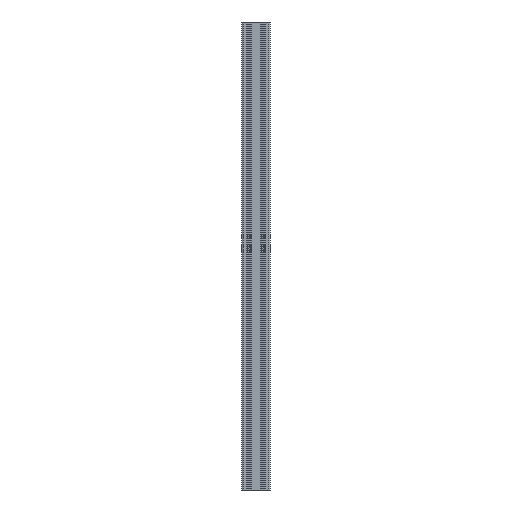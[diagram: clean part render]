
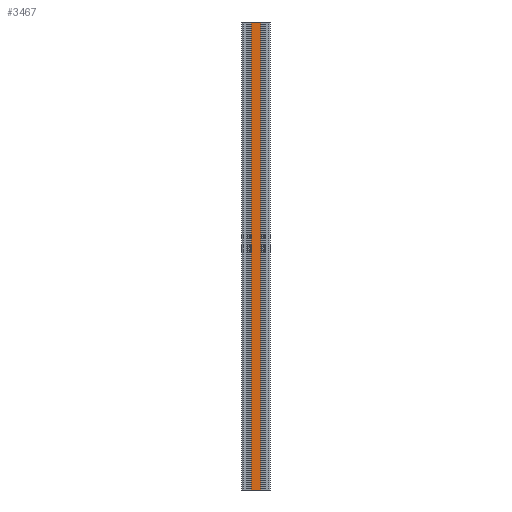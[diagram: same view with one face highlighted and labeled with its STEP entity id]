
A CAD part, front view. The second image highlights one B-rep face of the part: STEP entity #3467.
In plain terms, the highlighted planar face has unit normal (0, -1, 0).
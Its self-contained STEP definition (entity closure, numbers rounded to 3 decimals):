
#1028 = CARTESIAN_POINT ( 'NONE',  ( 4.7, -15., 1000. ) ) ;
#1100 = EDGE_CURVE ( 'NONE', #15943, #11082, #4381, .T. ) ;
#2156 = CARTESIAN_POINT ( 'NONE',  ( 4.7, -15., 0. ) ) ;
#3416 = CARTESIAN_POINT ( 'NONE',  ( 25.3, -15., 1000. ) ) ;
#3467 = ADVANCED_FACE ( 'NONE', ( #16661 ), #11511, .F. ) ;
#3613 = DIRECTION ( 'NONE',  ( 0., 1., 0. ) ) ;
#3869 = VECTOR ( 'NONE', #14560, 1000. ) ;
#4381 = LINE ( 'NONE', #12959, #3869 ) ;
#4686 = CARTESIAN_POINT ( 'NONE',  ( 0., -15., 0. ) ) ;
#5108 = DIRECTION ( 'NONE',  ( 0., 0., -1. ) ) ;
#5212 = EDGE_CURVE ( 'NONE', #11082, #19215, #16443, .T. ) ;
#5520 = LINE ( 'NONE', #16843, #17679 ) ;
#5883 = EDGE_LOOP ( 'NONE', ( #13566, #18522, #10442, #16444 ) ) ;
#6637 = EDGE_CURVE ( 'NONE', #7574, #19215, #10165, .T. ) ;
#7574 = VERTEX_POINT ( 'NONE', #2156 ) ;
#7983 = VECTOR ( 'NONE', #5108, 1000. ) ;
#9440 = DIRECTION ( 'NONE',  ( 1., 0., 0. ) ) ;
#10165 = LINE ( 'NONE', #4686, #13872 ) ;
#10442 = ORIENTED_EDGE ( 'NONE', *, *, #1100, .F. ) ;
#11082 = VERTEX_POINT ( 'NONE', #3416 ) ;
#11251 = AXIS2_PLACEMENT_3D ( 'NONE', #17765, #3613, #14693 ) ;
#11511 = PLANE ( 'NONE',  #11251 ) ;
#12811 = CARTESIAN_POINT ( 'NONE',  ( 25.3, -15., 0. ) ) ;
#12959 = CARTESIAN_POINT ( 'NONE',  ( 0., -15., 1000. ) ) ;
#12986 = CARTESIAN_POINT ( 'NONE',  ( 25.3, -15., 1000. ) ) ;
#13566 = ORIENTED_EDGE ( 'NONE', *, *, #6637, .T. ) ;
#13872 = VECTOR ( 'NONE', #9440, 1000. ) ;
#14560 = DIRECTION ( 'NONE',  ( 1., 0., 0. ) ) ;
#14693 = DIRECTION ( 'NONE',  ( 0., 0., 1. ) ) ;
#15901 = EDGE_CURVE ( 'NONE', #15943, #7574, #5520, .T. ) ;
#15943 = VERTEX_POINT ( 'NONE', #1028 ) ;
#16443 = LINE ( 'NONE', #12986, #7983 ) ;
#16444 = ORIENTED_EDGE ( 'NONE', *, *, #15901, .T. ) ;
#16661 = FACE_OUTER_BOUND ( 'NONE', #5883, .T. ) ;
#16843 = CARTESIAN_POINT ( 'NONE',  ( 4.7, -15., 1000. ) ) ;
#17679 = VECTOR ( 'NONE', #18428, 1000. ) ;
#17765 = CARTESIAN_POINT ( 'NONE',  ( 0., -15., 1000. ) ) ;
#18428 = DIRECTION ( 'NONE',  ( 0., 0., -1. ) ) ;
#18522 = ORIENTED_EDGE ( 'NONE', *, *, #5212, .F. ) ;
#19215 = VERTEX_POINT ( 'NONE', #12811 ) ;
